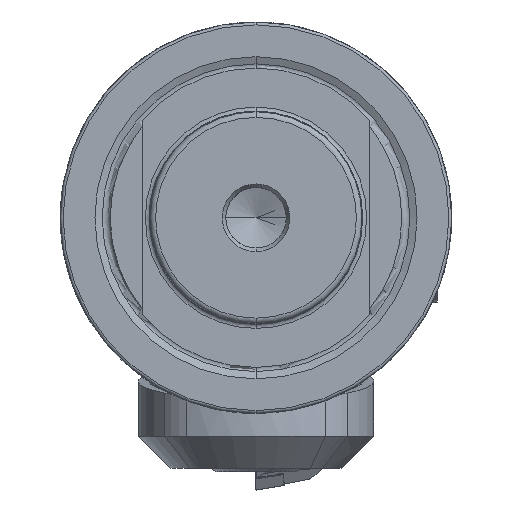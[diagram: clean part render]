
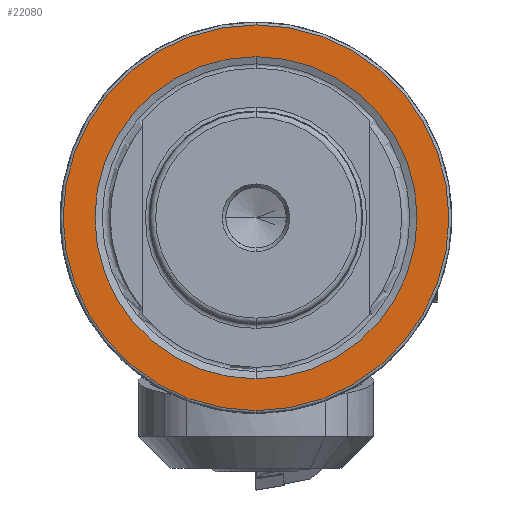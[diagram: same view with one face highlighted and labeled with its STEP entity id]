
A CAD part, left-side view. The second image highlights one B-rep face of the part: STEP entity #22080.
In plain terms, the highlighted planar face has unit normal (-1, 0, 0).
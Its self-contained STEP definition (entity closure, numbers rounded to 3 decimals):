
#1419 = DIRECTION ( 'NONE',  ( -1., 0., 0. ) ) ;
#4820 = FACE_OUTER_BOUND ( 'NONE', #13669, .T. ) ;
#4972 = CIRCLE ( 'NONE', #38199, 27.1 ) ;
#5447 = EDGE_CURVE ( 'NONE', #17098, #6089, #20622, .T. ) ;
#5878 = PLANE ( 'NONE',  #7134 ) ;
#6089 = VERTEX_POINT ( 'NONE', #27031 ) ;
#7134 = AXIS2_PLACEMENT_3D ( 'NONE', #17968, #26992, #9041 ) ;
#7412 = CIRCLE ( 'NONE', #12631, 27.1 ) ;
#8273 = CARTESIAN_POINT ( 'NONE',  ( 0., 0., 0. ) ) ;
#8831 = CARTESIAN_POINT ( 'NONE',  ( 0., 0., 27.1 ) ) ;
#9041 = DIRECTION ( 'NONE',  ( 0., 0., -1. ) ) ;
#9230 = AXIS2_PLACEMENT_3D ( 'NONE', #10959, #31979, #14011 ) ;
#9433 = EDGE_CURVE ( 'NONE', #9853, #14728, #4972, .T. ) ;
#9853 = VERTEX_POINT ( 'NONE', #8831 ) ;
#10959 = CARTESIAN_POINT ( 'NONE',  ( 0., 0., 0. ) ) ;
#11311 = DIRECTION ( 'NONE',  ( 0., 0., 1. ) ) ;
#12631 = AXIS2_PLACEMENT_3D ( 'NONE', #19351, #1419, #22358 ) ;
#13669 = EDGE_LOOP ( 'NONE', ( #30265, #19070 ) ) ;
#14011 = DIRECTION ( 'NONE',  ( 0., 0., 1. ) ) ;
#14307 = EDGE_CURVE ( 'NONE', #14728, #9853, #7412, .T. ) ;
#14728 = VERTEX_POINT ( 'NONE', #26796 ) ;
#15442 = DIRECTION ( 'NONE',  ( -1., 0., 0. ) ) ;
#17098 = VERTEX_POINT ( 'NONE', #20909 ) ;
#17968 = CARTESIAN_POINT ( 'NONE',  ( 0., 0., 22.632 ) ) ;
#19070 = ORIENTED_EDGE ( 'NONE', *, *, #14307, .T. ) ;
#19262 = EDGE_LOOP ( 'NONE', ( #34755, #26438 ) ) ;
#19351 = CARTESIAN_POINT ( 'NONE',  ( 0., 0., 0. ) ) ;
#20429 = AXIS2_PLACEMENT_3D ( 'NONE', #8273, #29298, #11311 ) ;
#20622 = CIRCLE ( 'NONE', #20429, 22.632 ) ;
#20909 = CARTESIAN_POINT ( 'NONE',  ( 0., 0., 22.632 ) ) ;
#22080 = ADVANCED_FACE ( 'NONE', ( #28762, #4820 ), #5878, .F. ) ;
#22358 = DIRECTION ( 'NONE',  ( 0., 0., 1. ) ) ;
#26438 = ORIENTED_EDGE ( 'NONE', *, *, #26906, .F. ) ;
#26796 = CARTESIAN_POINT ( 'NONE',  ( 0., 0., -27.1 ) ) ;
#26906 = EDGE_CURVE ( 'NONE', #6089, #17098, #27102, .T. ) ;
#26992 = DIRECTION ( 'NONE',  ( 1., 0., 0. ) ) ;
#27031 = CARTESIAN_POINT ( 'NONE',  ( 0., 0., -22.632 ) ) ;
#27102 = CIRCLE ( 'NONE', #9230, 22.632 ) ;
#28762 = FACE_BOUND ( 'NONE', #19262, .T. ) ;
#29298 = DIRECTION ( 'NONE',  ( -1., 0., 0. ) ) ;
#30265 = ORIENTED_EDGE ( 'NONE', *, *, #9433, .T. ) ;
#31979 = DIRECTION ( 'NONE',  ( -1., 0., 0. ) ) ;
#33413 = CARTESIAN_POINT ( 'NONE',  ( 0., 0., 0. ) ) ;
#34755 = ORIENTED_EDGE ( 'NONE', *, *, #5447, .F. ) ;
#36436 = DIRECTION ( 'NONE',  ( 0., 0., 1. ) ) ;
#38199 = AXIS2_PLACEMENT_3D ( 'NONE', #33413, #15442, #36436 ) ;
